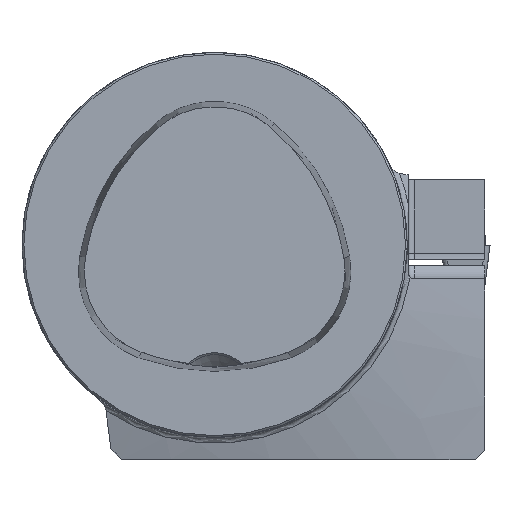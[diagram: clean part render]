
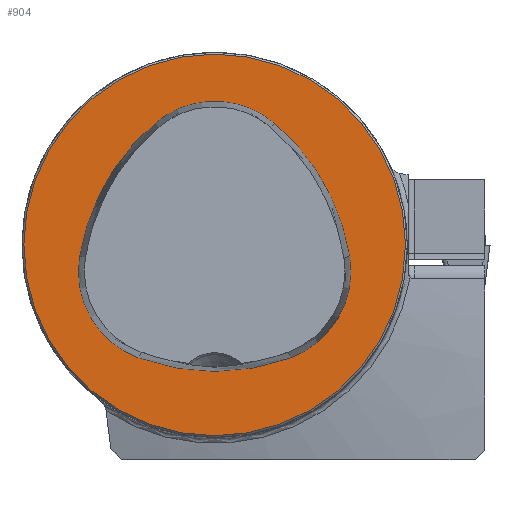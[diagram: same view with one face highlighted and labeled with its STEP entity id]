
A CAD part, top view. The second image highlights one B-rep face of the part: STEP entity #904.
In plain terms, the highlighted planar face has unit normal (0, 0, 1).
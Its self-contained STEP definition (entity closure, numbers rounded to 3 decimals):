
#135=FACE_BOUND('',#1249,.T.);
#136=FACE_BOUND('',#1250,.T.);
#220=PLANE('',#3441);
#904=ADVANCED_FACE('CU_FL_N1_SU_1',(#135,#136),#220,.T.);
#1249=EDGE_LOOP('',(#1699,#1700,#1701,#1702,#1703,#1704));
#1250=EDGE_LOOP('',(#1705));
#1398=CIRCLE('',#3432,36.075);
#1400=CIRCLE('',#3435,36.075);
#1401=CIRCLE('',#3436,15.075);
#1402=CIRCLE('',#3437,15.075);
#1403=CIRCLE('',#3438,36.075);
#1404=CIRCLE('',#3439,15.075);
#1405=CIRCLE('',#3440,31.2);
#1699=ORIENTED_EDGE('',*,*,#2864,.F.);
#1700=ORIENTED_EDGE('',*,*,#2865,.F.);
#1701=ORIENTED_EDGE('',*,*,#2857,.F.);
#1702=ORIENTED_EDGE('',*,*,#2866,.F.);
#1703=ORIENTED_EDGE('',*,*,#2867,.F.);
#1704=ORIENTED_EDGE('',*,*,#2868,.F.);
#1705=ORIENTED_EDGE('',*,*,#2869,.T.);
#2506=VERTEX_POINT('',#5020);
#2507=VERTEX_POINT('',#5022);
#2513=VERTEX_POINT('',#5054);
#2514=VERTEX_POINT('',#5055);
#2515=VERTEX_POINT('',#5058);
#2516=VERTEX_POINT('',#5060);
#2517=VERTEX_POINT('',#5063);
#2857=EDGE_CURVE('',#2506,#2507,#1398,.T.);
#2864=EDGE_CURVE('',#2513,#2514,#1400,.T.);
#2865=EDGE_CURVE('',#2507,#2513,#1401,.T.);
#2866=EDGE_CURVE('',#2515,#2506,#1402,.T.);
#2867=EDGE_CURVE('',#2516,#2515,#1403,.T.);
#2868=EDGE_CURVE('',#2514,#2516,#1404,.T.);
#2869=EDGE_CURVE('',#2517,#2517,#1405,.T.);
#3432=AXIS2_PLACEMENT_3D('',#5021,#3831,#3832);
#3435=AXIS2_PLACEMENT_3D('',#5053,#3838,#3839);
#3436=AXIS2_PLACEMENT_3D('',#5056,#3840,#3841);
#3437=AXIS2_PLACEMENT_3D('',#5057,#3842,#3843);
#3438=AXIS2_PLACEMENT_3D('',#5059,#3844,#3845);
#3439=AXIS2_PLACEMENT_3D('',#5061,#3846,#3847);
#3440=AXIS2_PLACEMENT_3D('',#5062,#3848,#3849);
#3441=AXIS2_PLACEMENT_3D('',#5064,#3850,#3851);
#3831=DIRECTION('',(0.,0.,1.));
#3832=DIRECTION('',(-1.,0.,0.));
#3838=DIRECTION('',(0.,0.,1.));
#3839=DIRECTION('',(-1.,0.,0.));
#3840=DIRECTION('',(0.,0.,1.));
#3841=DIRECTION('',(-1.,0.,0.));
#3842=DIRECTION('',(0.,0.,1.));
#3843=DIRECTION('',(-1.,0.,0.));
#3844=DIRECTION('',(0.,0.,1.));
#3845=DIRECTION('',(-1.,0.,0.));
#3846=DIRECTION('',(0.,0.,1.));
#3847=DIRECTION('',(-1.,0.,0.));
#3848=DIRECTION('',(0.,0.,1.));
#3849=DIRECTION('',(-1.,0.,0.));
#3850=DIRECTION('',(0.,0.,1.));
#3851=DIRECTION('',(-1.,0.,0.));
#5020=CARTESIAN_POINT('',(-12.368,-18.489,0.));
#5021=CARTESIAN_POINT('',(0.,15.4,0.));
#5022=CARTESIAN_POINT('',(12.368,-18.489,0.));
#5053=CARTESIAN_POINT('',(-13.535,-7.656,0.));
#5054=CARTESIAN_POINT('',(22.084,-1.937,0.));
#5055=CARTESIAN_POINT('',(9.716,19.927,0.));
#5056=CARTESIAN_POINT('',(7.2,-4.327,0.));
#5057=CARTESIAN_POINT('',(-7.2,-4.327,0.));
#5058=CARTESIAN_POINT('',(-22.084,-1.937,0.));
#5059=CARTESIAN_POINT('',(13.535,-7.656,0.));
#5060=CARTESIAN_POINT('',(-9.716,19.927,0.));
#5061=CARTESIAN_POINT('',(0.,8.4,0.));
#5062=CARTESIAN_POINT('',(0.,0.,0.));
#5063=CARTESIAN_POINT('',(-31.2,0.,0.));
#5064=CARTESIAN_POINT('',(0.,0.,0.));
